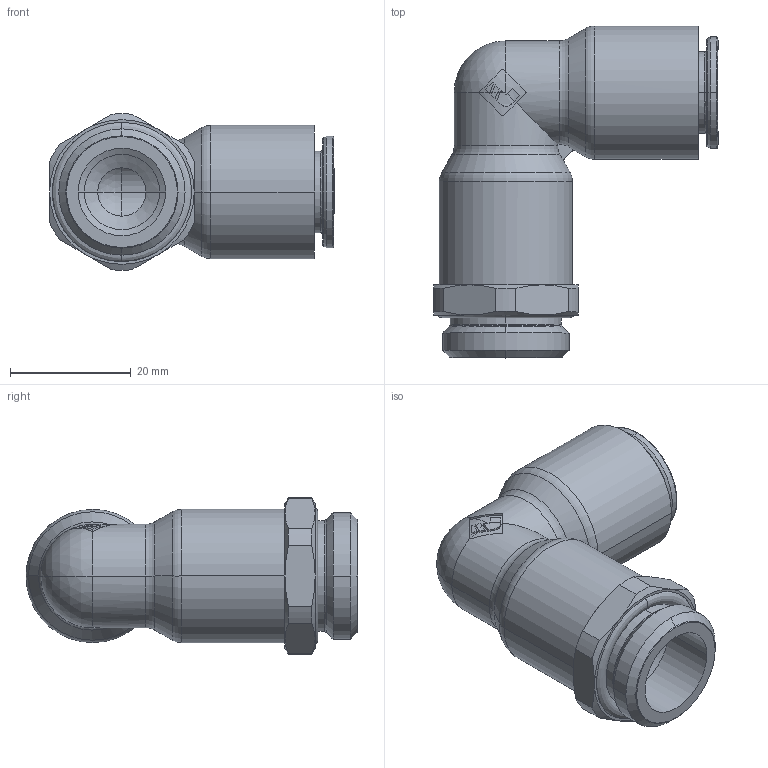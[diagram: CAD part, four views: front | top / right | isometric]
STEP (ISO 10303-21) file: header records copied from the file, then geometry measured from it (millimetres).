
FILE_DESCRIPTION(('STEP AP214'),'1');
FILE_NAME('6899_12_21.stp','2016-07-07T14:52:44',('TraceParts'),('TraceParts S.A.'),'Spatial InterOp 3D',' ',' ');
FILE_SCHEMA(('automotive_design'));
Length unit declared in the file: millimetre
Products named in the file (11): V899-12-21_ASM|Next assembly relationship#44112-19_ASM|Next assembly relationship#44112-21_ASM|Next assembly relationship#44112-32;44112-32; V899-12-21_ASM|Next assembly relationship#44112-19_ASM|Next assembly relationship#44112-21_ASM|Next assembly relationship#44112-30;44112-30; V899-12-21_ASM|Next assembly relationship#44112-19_ASM|Next assembly relationship#44112-21_ASM|Next assembly relationship#44112;44112; V899-12-21_ASM|Next assembly relationship#44112-19_ASM|Next assembly relationship#44112-40;44112-40; V899-12-21_ASM|Next assembly relationship#44522-78;44522-78; V899-12-21_ASM|Next assembly relationship#44220-21-69;44220-21-69; V899-12-21_ASM|Next assembly relationship#44112-11-10-ASM;44112-11-10-ASM; V899-12-21_ASM|Next assembly relationship#23339-24_ASM_D18-4_D23-1_LG1-05;23339-24_ASM_D18-4_D23-1_LG1-05
Bounding box: 47.25 x 55.05 x 25.98 mm (x, y, z)
Volume: 17086.2 mm3; surface area: 15546.3 mm2
Topology: 9 solids, 11 shells, 847 faces, 2097 edges, 1288 vertices
Faces by surface type: plane 268, cylinder 174, torus 167, cone 128, bspline 94, sphere 12, revolution 4
Entity records: 31068 total; most frequent: CARTESIAN_POINT 11222, ORIENTED_EDGE 4174, DIRECTION 4057, EDGE_CURVE 2091, AXIS2_PLACEMENT_3D 1553, VERTEX_POINT 1288, LINE 947, VECTOR 947
